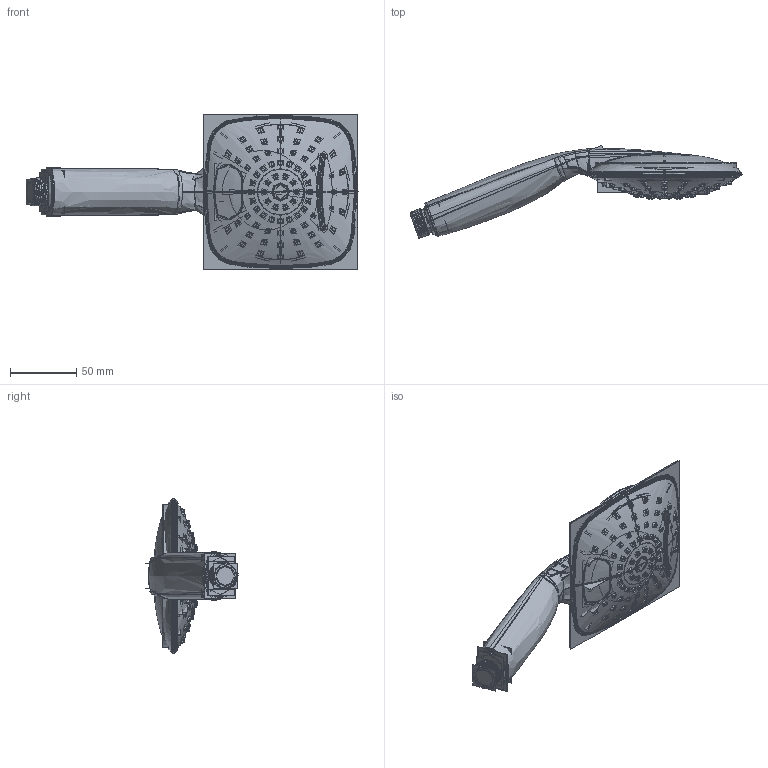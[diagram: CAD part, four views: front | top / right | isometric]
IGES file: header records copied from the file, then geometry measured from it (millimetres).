
Start section:  PTC IGES file: DC5084.igs
Global section: file name: DC5084.igs; native system: Creo Parametric by PTC Inc.; preprocessor: 2018100; author: luo; organization: Unknown; date: 20200305.163034; units: millimetre
Bounding box: 251.39 x 70.33 x 117.23 mm (x, y, z)
Surface area: 313765.5 mm2 (no closed solid volume)
Topology: 0 solids, 0 shells, 3791 faces, 53840 edges, 70504 vertices
Faces by surface type: revolution 1922, bspline 1815, extrusion 54
